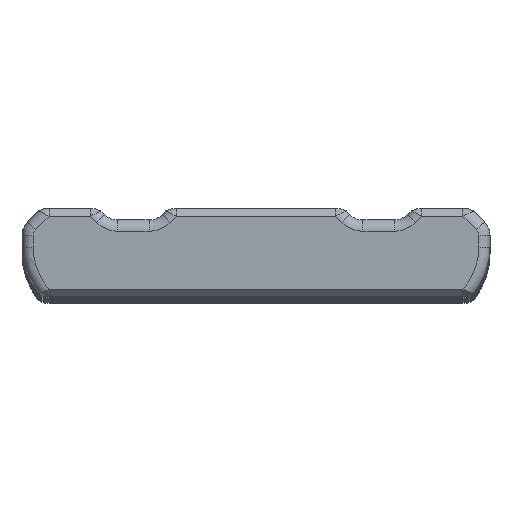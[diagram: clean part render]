
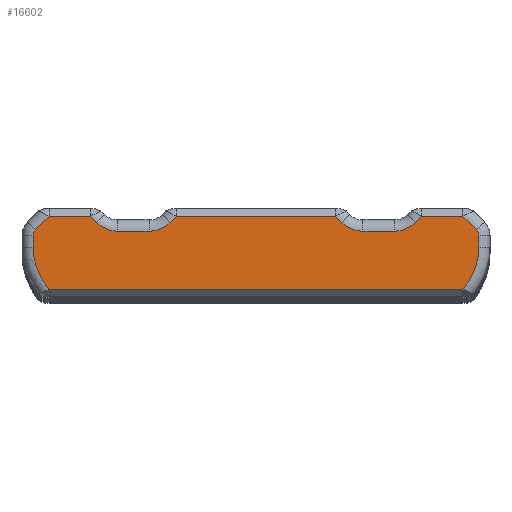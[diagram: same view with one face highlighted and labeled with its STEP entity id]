
A CAD part, top view. The second image highlights one B-rep face of the part: STEP entity #16602.
In plain terms, the highlighted planar face has unit normal (0, 0, 1).
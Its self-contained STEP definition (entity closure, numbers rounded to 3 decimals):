
#243=PLANE('',#18355);
#1703=FACE_OUTER_BOUND('',#2712,.T.);
#2712=EDGE_LOOP('',(#13229,#13230,#13231,#13232,#13233,#13234,#13235,#13236,
#13237,#13238,#13239,#13240,#13241,#13242,#13243,#13244,#13245,#13246,#13247,
#13248,#13249,#13250));
#3733=LINE('',#33374,#4840);
#3734=LINE('',#33392,#4841);
#3735=LINE('',#33396,#4842);
#3794=LINE('',#33976,#4901);
#3796=LINE('',#33986,#4903);
#3797=LINE('',#33988,#4904);
#3798=LINE('',#33990,#4905);
#3799=LINE('',#33994,#4906);
#3800=LINE('',#33998,#4907);
#3801=LINE('',#34000,#4908);
#3802=LINE('',#34002,#4909);
#3803=LINE('',#34006,#4910);
#3804=LINE('',#34010,#4911);
#3805=LINE('',#34011,#4912);
#4840=VECTOR('',#22218,0.64);
#4841=VECTOR('',#22229,0.64);
#4842=VECTOR('',#22236,22.106);
#4901=VECTOR('',#22553,1.034);
#4903=VECTOR('',#22565,1.034);
#4904=VECTOR('',#22566,2.203);
#4905=VECTOR('',#22567,0.469);
#4906=VECTOR('',#22570,1.672);
#4907=VECTOR('',#22573,0.469);
#4908=VECTOR('',#22574,8.503);
#4909=VECTOR('',#22575,0.469);
#4910=VECTOR('',#22578,1.672);
#4911=VECTOR('',#22581,0.469);
#4912=VECTOR('',#22582,2.203);
#5905=CIRCLE('',#18215,0.4);
#5908=CIRCLE('',#18220,3.4);
#5909=CIRCLE('',#18223,3.4);
#5912=CIRCLE('',#18226,0.4);
#5969=CIRCLE('',#18356,1.6);
#5970=CIRCLE('',#18357,1.6);
#5971=CIRCLE('',#18358,1.6);
#5972=CIRCLE('',#18359,1.6);
#6917=VERTEX_POINT('',#32481);
#6918=VERTEX_POINT('',#32555);
#7112=VERTEX_POINT('',#33370);
#7113=VERTEX_POINT('',#33372);
#7114=VERTEX_POINT('',#33384);
#7115=VERTEX_POINT('',#33386);
#7116=VERTEX_POINT('',#33390);
#7118=VERTEX_POINT('',#33410);
#7183=VERTEX_POINT('',#33975);
#7186=VERTEX_POINT('',#33985);
#7187=VERTEX_POINT('',#33987);
#7188=VERTEX_POINT('',#33989);
#7189=VERTEX_POINT('',#33991);
#7190=VERTEX_POINT('',#33993);
#7191=VERTEX_POINT('',#33995);
#7192=VERTEX_POINT('',#33997);
#7193=VERTEX_POINT('',#33999);
#7194=VERTEX_POINT('',#34001);
#7195=VERTEX_POINT('',#34003);
#7196=VERTEX_POINT('',#34005);
#7197=VERTEX_POINT('',#34007);
#7198=VERTEX_POINT('',#34009);
#9126=EDGE_CURVE('',#7113,#7112,#3733,.T.);
#9128=EDGE_CURVE('',#7114,#7115,#5905,.F.);
#9131=EDGE_CURVE('',#7116,#7114,#3734,.F.);
#9132=EDGE_CURVE('',#6917,#7116,#5908,.F.);
#9133=EDGE_CURVE('',#6918,#6917,#3735,.T.);
#9134=EDGE_CURVE('',#7112,#6918,#5909,.F.);
#9137=EDGE_CURVE('',#7118,#7113,#5912,.F.);
#9271=EDGE_CURVE('',#7115,#7183,#3794,.F.);
#9276=EDGE_CURVE('',#7186,#7118,#3796,.T.);
#9277=EDGE_CURVE('',#7187,#7186,#3797,.T.);
#9278=EDGE_CURVE('',#7188,#7187,#3798,.F.);
#9279=EDGE_CURVE('',#7189,#7188,#5969,.T.);
#9280=EDGE_CURVE('',#7190,#7189,#3799,.F.);
#9281=EDGE_CURVE('',#7191,#7190,#5970,.T.);
#9282=EDGE_CURVE('',#7192,#7191,#3800,.F.);
#9283=EDGE_CURVE('',#7193,#7192,#3801,.T.);
#9284=EDGE_CURVE('',#7194,#7193,#3802,.F.);
#9285=EDGE_CURVE('',#7195,#7194,#5971,.T.);
#9286=EDGE_CURVE('',#7196,#7195,#3803,.F.);
#9287=EDGE_CURVE('',#7197,#7196,#5972,.T.);
#9288=EDGE_CURVE('',#7198,#7197,#3804,.F.);
#9289=EDGE_CURVE('',#7183,#7198,#3805,.T.);
#13229=ORIENTED_EDGE('',*,*,#9134,.F.);
#13230=ORIENTED_EDGE('',*,*,#9126,.F.);
#13231=ORIENTED_EDGE('',*,*,#9137,.F.);
#13232=ORIENTED_EDGE('',*,*,#9276,.F.);
#13233=ORIENTED_EDGE('',*,*,#9277,.F.);
#13234=ORIENTED_EDGE('',*,*,#9278,.F.);
#13235=ORIENTED_EDGE('',*,*,#9279,.F.);
#13236=ORIENTED_EDGE('',*,*,#9280,.F.);
#13237=ORIENTED_EDGE('',*,*,#9281,.F.);
#13238=ORIENTED_EDGE('',*,*,#9282,.F.);
#13239=ORIENTED_EDGE('',*,*,#9283,.F.);
#13240=ORIENTED_EDGE('',*,*,#9284,.F.);
#13241=ORIENTED_EDGE('',*,*,#9285,.F.);
#13242=ORIENTED_EDGE('',*,*,#9286,.F.);
#13243=ORIENTED_EDGE('',*,*,#9287,.F.);
#13244=ORIENTED_EDGE('',*,*,#9288,.F.);
#13245=ORIENTED_EDGE('',*,*,#9289,.F.);
#13246=ORIENTED_EDGE('',*,*,#9271,.F.);
#13247=ORIENTED_EDGE('',*,*,#9128,.F.);
#13248=ORIENTED_EDGE('',*,*,#9131,.F.);
#13249=ORIENTED_EDGE('',*,*,#9132,.F.);
#13250=ORIENTED_EDGE('',*,*,#9133,.F.);
#16602=ADVANCED_FACE('',(#1703),#243,.T.);
#18215=AXIS2_PLACEMENT_3D('',#33387,#22221,#22222);
#18220=AXIS2_PLACEMENT_3D('',#33394,#22232,#22233);
#18223=AXIS2_PLACEMENT_3D('',#33398,#22239,#22240);
#18226=AXIS2_PLACEMENT_3D('',#33412,#22245,#22246);
#18355=AXIS2_PLACEMENT_3D('',#33984,#22563,#22564);
#18356=AXIS2_PLACEMENT_3D('',#33992,#22568,#22569);
#18357=AXIS2_PLACEMENT_3D('',#33996,#22571,#22572);
#18358=AXIS2_PLACEMENT_3D('',#34004,#22576,#22577);
#18359=AXIS2_PLACEMENT_3D('',#34008,#22579,#22580);
#22218=DIRECTION('',(0.,-1.,0.));
#22221=DIRECTION('center_axis',(0.,0.,1.));
#22222=DIRECTION('ref_axis',(1.,0.,0.));
#22229=DIRECTION('',(0.,-1.,0.));
#22232=DIRECTION('center_axis',(0.,0.,1.));
#22233=DIRECTION('ref_axis',(1.,0.,0.));
#22236=DIRECTION('',(-1.,0.,0.));
#22239=DIRECTION('center_axis',(0.,0.,1.));
#22240=DIRECTION('ref_axis',(1.,0.,0.));
#22245=DIRECTION('center_axis',(0.,0.,1.));
#22246=DIRECTION('ref_axis',(1.,0.,0.));
#22553=DIRECTION('',(-0.707,-0.707,0.));
#22563=DIRECTION('center_axis',(0.,0.,1.));
#22564=DIRECTION('ref_axis',(1.,0.,0.));
#22565=DIRECTION('',(0.707,-0.707,0.));
#22566=DIRECTION('',(1.,0.,0.));
#22567=DIRECTION('',(-0.707,-0.707,0.));
#22568=DIRECTION('center_axis',(0.,0.,1.));
#22569=DIRECTION('ref_axis',(1.,0.,0.));
#22570=DIRECTION('',(-1.,0.,0.));
#22571=DIRECTION('center_axis',(0.,0.,1.));
#22572=DIRECTION('ref_axis',(1.,0.,0.));
#22573=DIRECTION('',(-0.707,0.707,0.));
#22574=DIRECTION('',(1.,0.,0.));
#22575=DIRECTION('',(-0.707,-0.707,0.));
#22576=DIRECTION('center_axis',(0.,0.,1.));
#22577=DIRECTION('ref_axis',(1.,0.,0.));
#22578=DIRECTION('',(-1.,0.,0.));
#22579=DIRECTION('center_axis',(0.,0.,1.));
#22580=DIRECTION('ref_axis',(1.,0.,0.));
#22581=DIRECTION('',(-0.707,0.707,0.));
#22582=DIRECTION('',(1.,0.,0.));
#32481=CARTESIAN_POINT('',(-13.553,-17.05,-77.5));
#32555=CARTESIAN_POINT('',(8.553,-17.05,-77.5));
#33370=CARTESIAN_POINT('',(9.4,-14.804,-77.5));
#33372=CARTESIAN_POINT('',(9.4,-14.164,-77.5));
#33374=CARTESIAN_POINT('',(9.4,-14.164,-77.5));
#33384=CARTESIAN_POINT('',(-14.4,-14.164,-77.5));
#33386=CARTESIAN_POINT('',(-14.283,-13.881,-77.5));
#33387=CARTESIAN_POINT('Origin',(-14.,-14.164,-77.5));
#33390=CARTESIAN_POINT('',(-14.4,-14.804,-77.5));
#33392=CARTESIAN_POINT('',(-14.4,-14.164,-77.5));
#33394=CARTESIAN_POINT('Origin',(-11.,-14.804,-77.5));
#33396=CARTESIAN_POINT('',(8.553,-17.05,-77.5));
#33398=CARTESIAN_POINT('Origin',(6.,-14.804,-77.5));
#33410=CARTESIAN_POINT('',(9.283,-13.881,-77.5));
#33412=CARTESIAN_POINT('Origin',(9.,-14.164,-77.5));
#33975=CARTESIAN_POINT('',(-13.551,-13.15,-77.5));
#33976=CARTESIAN_POINT('',(-13.551,-13.15,-77.5));
#33984=CARTESIAN_POINT('Origin',(-15.,-12.75,-77.5));
#33985=CARTESIAN_POINT('',(8.551,-13.15,-77.5));
#33986=CARTESIAN_POINT('',(8.551,-13.15,-77.5));
#33987=CARTESIAN_POINT('',(6.349,-13.15,-77.5));
#33988=CARTESIAN_POINT('',(6.349,-13.15,-77.5));
#33989=CARTESIAN_POINT('',(6.017,-13.481,-77.5));
#33990=CARTESIAN_POINT('',(6.349,-13.15,-77.5));
#33991=CARTESIAN_POINT('',(4.886,-13.95,-77.5));
#33992=CARTESIAN_POINT('Origin',(4.886,-12.35,-77.5));
#33993=CARTESIAN_POINT('',(3.214,-13.95,-77.5));
#33994=CARTESIAN_POINT('',(4.886,-13.95,-77.5));
#33995=CARTESIAN_POINT('',(2.083,-13.481,-77.5));
#33996=CARTESIAN_POINT('Origin',(3.214,-12.35,-77.5));
#33997=CARTESIAN_POINT('',(1.751,-13.15,-77.5));
#33998=CARTESIAN_POINT('',(2.083,-13.481,-77.5));
#33999=CARTESIAN_POINT('',(-6.751,-13.15,-77.5));
#34000=CARTESIAN_POINT('',(-6.751,-13.15,-77.5));
#34001=CARTESIAN_POINT('',(-7.083,-13.481,-77.5));
#34002=CARTESIAN_POINT('',(-6.751,-13.15,-77.5));
#34003=CARTESIAN_POINT('',(-8.214,-13.95,-77.5));
#34004=CARTESIAN_POINT('Origin',(-8.214,-12.35,-77.5));
#34005=CARTESIAN_POINT('',(-9.886,-13.95,-77.5));
#34006=CARTESIAN_POINT('',(-8.214,-13.95,-77.5));
#34007=CARTESIAN_POINT('',(-11.017,-13.481,-77.5));
#34008=CARTESIAN_POINT('Origin',(-9.886,-12.35,-77.5));
#34009=CARTESIAN_POINT('',(-11.349,-13.15,-77.5));
#34010=CARTESIAN_POINT('',(-11.017,-13.481,-77.5));
#34011=CARTESIAN_POINT('',(-13.551,-13.15,-77.5));
